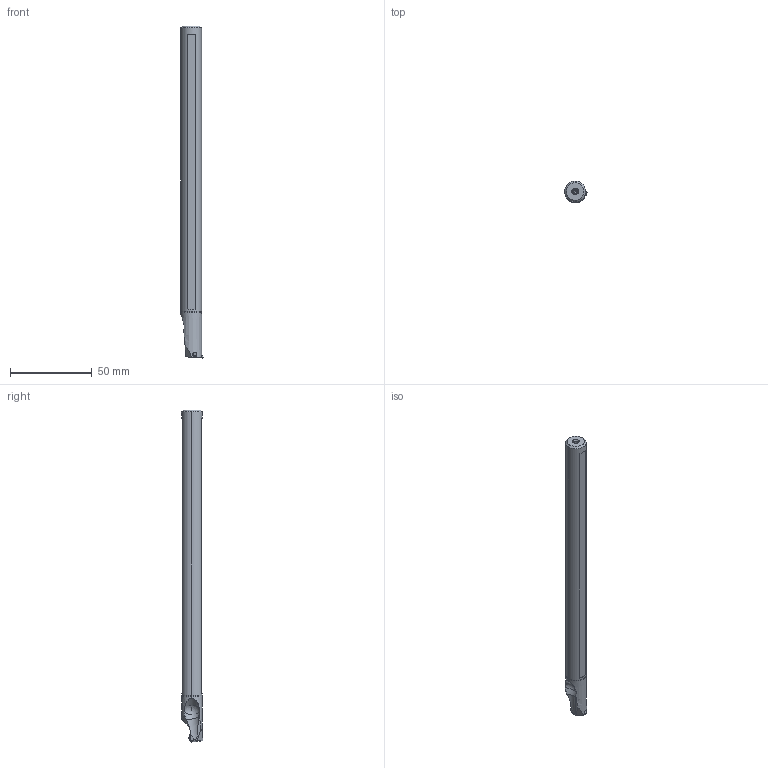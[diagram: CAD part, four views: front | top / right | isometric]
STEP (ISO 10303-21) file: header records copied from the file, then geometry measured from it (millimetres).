
FILE_DESCRIPTION(/* description */ (''),/* implementation_level */ '2;1');
FILE_NAME(/* name */ 'S-FSTUPL-081_8-C_IR0_016.stp',/* time_stamp */ '2023-02-09T11:13:44+09:00',/* author */ (''),/* organization */ (''),/* preprocessor_version */ 'ST-DEVELOPER v16',/* originating_system */ 'SIEMENS PLM Software NX 10.0',/* authorisation */ '');
FILE_SCHEMA (('AUTOMOTIVE_DESIGN { 1 0 10303 214 3 1 1 1 }'));
Length unit declared in the file: millimetre
Products named in the file (1): S-FSTUPL-081_8-C_IR0_016_ASM
Bounding box: 13.7 x 13.11 x 203.2 mm (x, y, z)
Volume: 22614.2 mm3; surface area: 10118.8 mm2
Topology: 2 solids, 2 shells, 116 faces, 331 edges, 221 vertices
Faces by surface type: cylinder 40, plane 35, cone 23, torus 12, sphere 6
Entity records: 4466 total; most frequent: CARTESIAN_POINT 1396, ORIENTED_EDGE 632, DIRECTION 625, EDGE_CURVE 316, AXIS2_PLACEMENT_3D 255, VERTEX_POINT 208, EDGE_LOOP 124, ADVANCED_FACE 116
